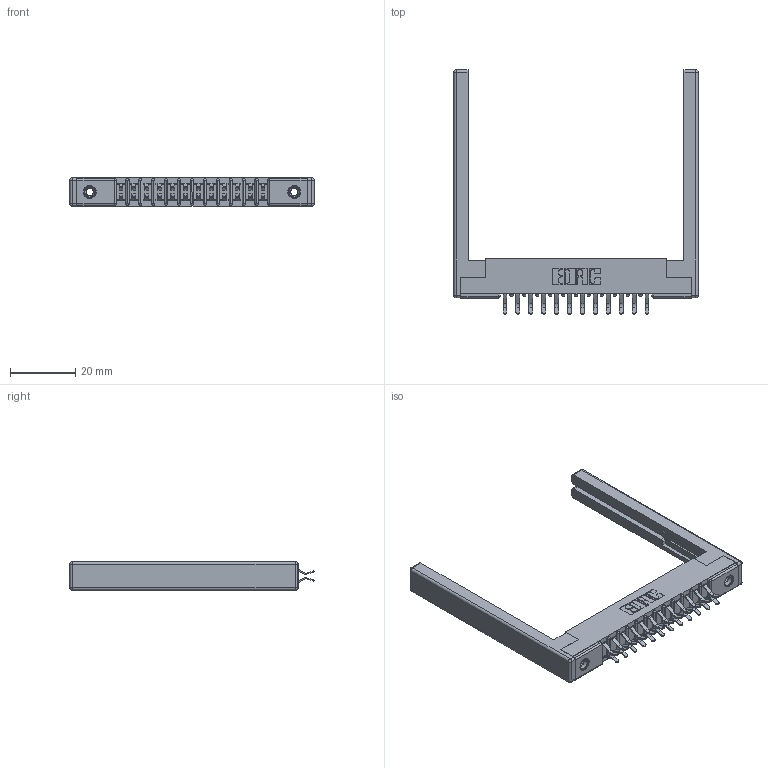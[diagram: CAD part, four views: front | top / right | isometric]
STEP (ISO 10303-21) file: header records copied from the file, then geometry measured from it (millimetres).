
FILE_DESCRIPTION (( 'STEP AP203' ), '1' );
FILE_NAME ('307-024-456-268.STEP', '2020-09-29T05:26:19', ( '' ), ( '' ), 'SwSTEP 2.0', 'SolidWorks 2020', '' );
FILE_SCHEMA (( 'CONFIG_CONTROL_DESIGN' ));
Length unit declared in the file: inch
Products named in the file (5): 307 Part_.156 Dia Mounting Holes; 307-290-001_556; 345-250-001_345-250-001-102; 307-220-068; 307-024-456-268
Assembly tree (29 placements, depth 2):
  307-024-456-268
    307 Part_.156 Dia Mounting Holes
    307-290-001_556  x24
    307-220-068  x2
    345-250-001_345-250-001-102  x2
Bounding box: 74.98 x 74.93 x 8.71 mm (x, y, z)
Volume: 9462.8 mm3; surface area: 12155.3 mm2
Topology: 29 solids, 29 shells, 1485 faces, 4121 edges, 2658 vertices
Faces by surface type: plane 950, cylinder 485, sphere 34, cone 12, torus 4
Entity records: 17233 total; most frequent: CARTESIAN_POINT 2805, DIRECTION 2776, ORIENTED_EDGE 2768, EDGE_CURVE 1384, VECTOR 1046, LINE 1046, VERTEX_POINT 894, AXIS2_PLACEMENT_3D 865
